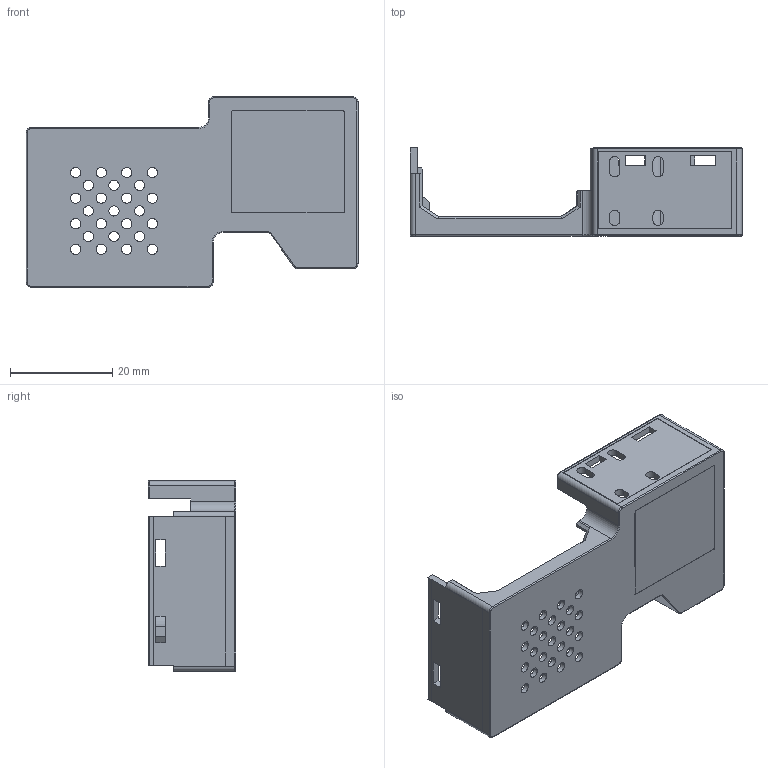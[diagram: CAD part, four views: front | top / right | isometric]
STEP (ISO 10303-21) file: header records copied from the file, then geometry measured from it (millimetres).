
FILE_DESCRIPTION((''),'2;1');
FILE_NAME('S7ETH-01-B','2025-02-20T23:48:11',('lzy'),(''),'CREO PARAMETRIC BY PTC INC, 2019080','CREO PARAMETRIC BY PTC INC, 2019080','');
FILE_SCHEMA(('AUTOMOTIVE_DESIGN { 1 0 10303 214 1 1 1 1 }'));
Length unit declared in the file: millimetre
Products named in the file (1): S7ETH-01-B
Bounding box: 64.9 x 17.2 x 37.2 mm (x, y, z)
Volume: 4843.4 mm3; surface area: 8445.6 mm2
Topology: 1 solids, 1 shells, 309 faces, 849 edges, 549 vertices
Faces by surface type: plane 172, cylinder 116, torus 19, sphere 2
Entity records: 14168 total; most frequent: DIRECTION 1823, CARTESIAN_POINT 1804, ORIENTED_EDGE 1692, COLOUR_RGB 1124, PRESENTATION_STYLE_ASSIGNMENT 881, STYLED_ITEM 878, CURVE_STYLE 877, EDGE_CURVE 846
